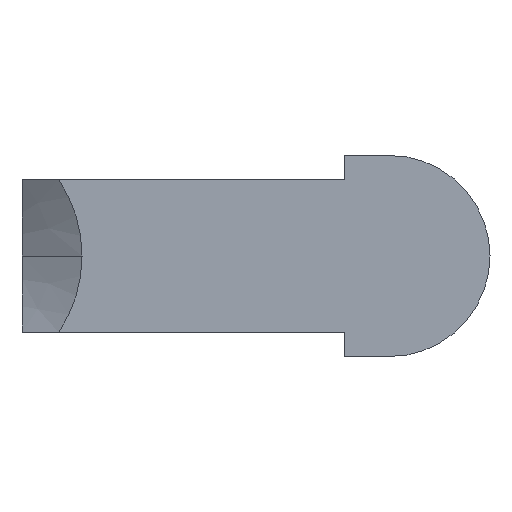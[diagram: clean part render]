
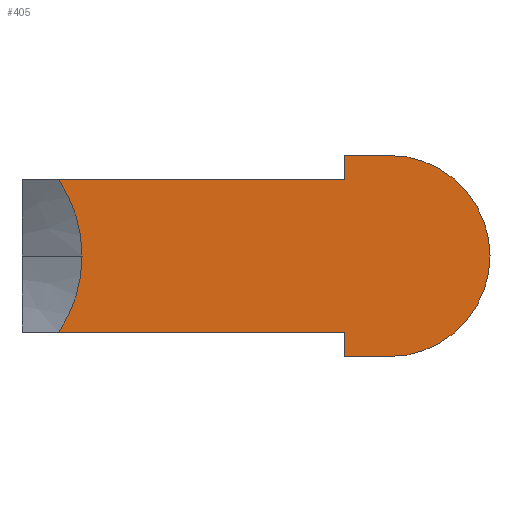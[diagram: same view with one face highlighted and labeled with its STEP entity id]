
A CAD part, front view. The second image highlights one B-rep face of the part: STEP entity #405.
In plain terms, the highlighted planar face has unit normal (0, -1, 0).
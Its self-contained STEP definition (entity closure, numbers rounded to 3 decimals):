
#6 = DIRECTION ( 'NONE',  ( 1., 0., 0. ) ) ;
#16 = ORIENTED_EDGE ( 'NONE', *, *, #385, .F. ) ;
#21 = DIRECTION ( 'NONE',  ( 1., 0., 0. ) ) ;
#30 = VERTEX_POINT ( 'NONE', #225 ) ;
#37 = ORIENTED_EDGE ( 'NONE', *, *, #191, .F. ) ;
#39 = CARTESIAN_POINT ( 'NONE',  ( 0., 0., 2.9 ) ) ;
#55 = CIRCLE ( 'NONE', #618, 3.932 ) ;
#62 = ORIENTED_EDGE ( 'NONE', *, *, #404, .T. ) ;
#66 = EDGE_CURVE ( 'NONE', #494, #351, #501, .T. ) ;
#92 = CARTESIAN_POINT ( 'NONE',  ( -12.8, 0., 0. ) ) ;
#100 = CARTESIAN_POINT ( 'NONE',  ( 0., 0., 0. ) ) ;
#101 = CARTESIAN_POINT ( 'NONE',  ( -1.3, 0., -2.9 ) ) ;
#114 = VERTEX_POINT ( 'NONE', #823 ) ;
#167 = VECTOR ( 'NONE', #6, 1000. ) ;
#191 = EDGE_CURVE ( 'NONE', #811, #690, #192, .T. ) ;
#192 = LINE ( 'NONE', #647, #213 ) ;
#198 = CARTESIAN_POINT ( 'NONE',  ( -1.3, 0., 2.9 ) ) ;
#201 = VECTOR ( 'NONE', #812, 1000. ) ;
#213 = VECTOR ( 'NONE', #21, 1000. ) ;
#218 = CARTESIAN_POINT ( 'NONE',  ( -9.541, 0., 2.2 ) ) ;
#225 = CARTESIAN_POINT ( 'NONE',  ( 0., 0., 2.9 ) ) ;
#237 = AXIS2_PLACEMENT_3D ( 'NONE', #678, #804, #416 ) ;
#270 = DIRECTION ( 'NONE',  ( 0., 0., -1. ) ) ;
#292 = EDGE_CURVE ( 'NONE', #114, #787, #510, .T. ) ;
#304 = FACE_OUTER_BOUND ( 'NONE', #757, .T. ) ;
#341 = DIRECTION ( 'NONE',  ( -1., 0., 0. ) ) ;
#347 = PLANE ( 'NONE',  #753 ) ;
#348 = VECTOR ( 'NONE', #709, 1000. ) ;
#351 = VERTEX_POINT ( 'NONE', #475 ) ;
#357 = DIRECTION ( 'NONE',  ( 0., 1., 0. ) ) ;
#358 = ORIENTED_EDGE ( 'NONE', *, *, #292, .F. ) ;
#359 = EDGE_CURVE ( 'NONE', #114, #494, #546, .T. ) ;
#366 = VECTOR ( 'NONE', #270, 1000. ) ;
#385 = EDGE_CURVE ( 'NONE', #430, #811, #55, .T. ) ;
#387 = LINE ( 'NONE', #198, #348 ) ;
#404 = EDGE_CURVE ( 'NONE', #351, #30, #623, .T. ) ;
#405 = ADVANCED_FACE ( 'NONE', ( #304 ), #347, .F. ) ;
#416 = DIRECTION ( 'NONE',  ( 0., 0., -1. ) ) ;
#430 = VERTEX_POINT ( 'NONE', #549 ) ;
#462 = EDGE_CURVE ( 'NONE', #30, #563, #603, .T. ) ;
#475 = CARTESIAN_POINT ( 'NONE',  ( 0., 0., -2.9 ) ) ;
#476 = EDGE_CURVE ( 'NONE', #787, #430, #632, .T. ) ;
#492 = ORIENTED_EDGE ( 'NONE', *, *, #596, .T. ) ;
#494 = VERTEX_POINT ( 'NONE', #700 ) ;
#501 = LINE ( 'NONE', #101, #167 ) ;
#510 = LINE ( 'NONE', #788, #697 ) ;
#513 = CARTESIAN_POINT ( 'NONE',  ( -1.3, 0., 2.2 ) ) ;
#546 = LINE ( 'NONE', #801, #366 ) ;
#549 = CARTESIAN_POINT ( 'NONE',  ( -8.868, 0., 0. ) ) ;
#550 = DIRECTION ( 'NONE',  ( 0., 0., 1. ) ) ;
#563 = VERTEX_POINT ( 'NONE', #821 ) ;
#596 = EDGE_CURVE ( 'NONE', #563, #690, #387, .T. ) ;
#603 = LINE ( 'NONE', #39, #201 ) ;
#609 = DIRECTION ( 'NONE',  ( 0., 0., 1. ) ) ;
#618 = AXIS2_PLACEMENT_3D ( 'NONE', #92, #736, #609 ) ;
#619 = ORIENTED_EDGE ( 'NONE', *, *, #66, .T. ) ;
#621 = CARTESIAN_POINT ( 'NONE',  ( -12.8, 0., 0. ) ) ;
#623 = CIRCLE ( 'NONE', #237, 2.9 ) ;
#624 = DIRECTION ( 'NONE',  ( 0., 0., 1. ) ) ;
#632 = CIRCLE ( 'NONE', #819, 3.932 ) ;
#639 = ORIENTED_EDGE ( 'NONE', *, *, #359, .T. ) ;
#647 = CARTESIAN_POINT ( 'NONE',  ( -10.6, 0., 2.2 ) ) ;
#662 = CARTESIAN_POINT ( 'NONE',  ( -9.541, 0., -2.2 ) ) ;
#678 = CARTESIAN_POINT ( 'NONE',  ( 0., 0., 0. ) ) ;
#682 = ORIENTED_EDGE ( 'NONE', *, *, #476, .F. ) ;
#690 = VERTEX_POINT ( 'NONE', #513 ) ;
#697 = VECTOR ( 'NONE', #341, 1000. ) ;
#699 = ORIENTED_EDGE ( 'NONE', *, *, #462, .T. ) ;
#700 = CARTESIAN_POINT ( 'NONE',  ( -1.3, 0., -2.9 ) ) ;
#709 = DIRECTION ( 'NONE',  ( 0., 0., -1. ) ) ;
#736 = DIRECTION ( 'NONE',  ( 0., -1., 0. ) ) ;
#753 = AXIS2_PLACEMENT_3D ( 'NONE', #100, #357, #550 ) ;
#757 = EDGE_LOOP ( 'NONE', ( #682, #358, #639, #619, #62, #699, #492, #37, #16 ) ) ;
#787 = VERTEX_POINT ( 'NONE', #662 ) ;
#788 = CARTESIAN_POINT ( 'NONE',  ( 0., 0., -2.2 ) ) ;
#801 = CARTESIAN_POINT ( 'NONE',  ( -1.3, 0., 2.9 ) ) ;
#804 = DIRECTION ( 'NONE',  ( 0., -1., 0. ) ) ;
#811 = VERTEX_POINT ( 'NONE', #218 ) ;
#812 = DIRECTION ( 'NONE',  ( -1., 0., 0. ) ) ;
#819 = AXIS2_PLACEMENT_3D ( 'NONE', #621, #822, #624 ) ;
#821 = CARTESIAN_POINT ( 'NONE',  ( -1.3, 0., 2.9 ) ) ;
#822 = DIRECTION ( 'NONE',  ( 0., -1., 0. ) ) ;
#823 = CARTESIAN_POINT ( 'NONE',  ( -1.3, 0., -2.2 ) ) ;
